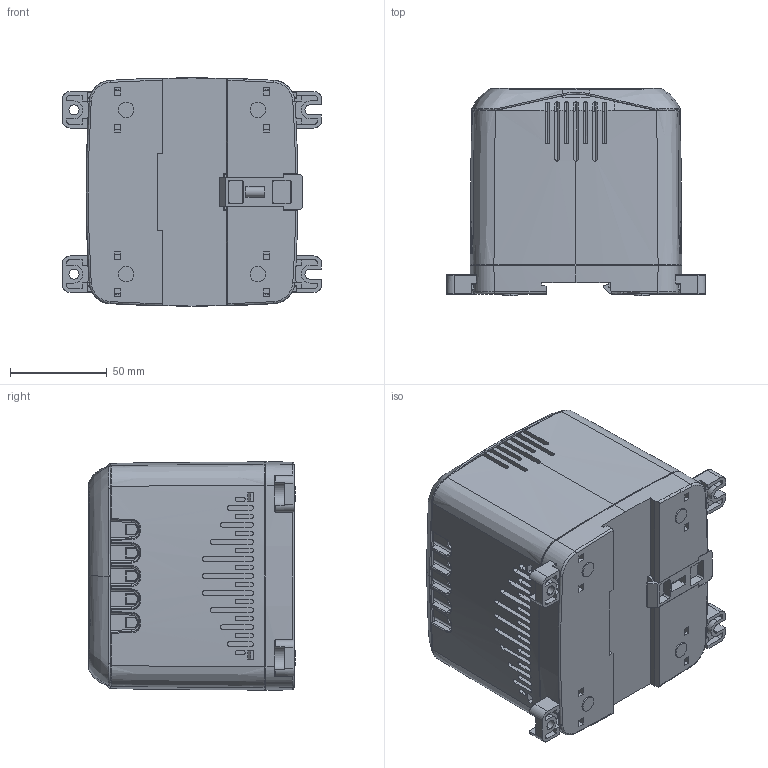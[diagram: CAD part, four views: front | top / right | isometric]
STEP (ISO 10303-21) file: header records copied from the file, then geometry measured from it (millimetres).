
FILE_DESCRIPTION((''),'2;1');
FILE_NAME('07-31_ASM','2024-03-02T',('Administrator'),(''),'PRO/ENGINEER BY PARAMETRIC TECHNOLOGY CORPORATION, 2008380','PRO/ENGINEER BY PARAMETRIC TECHNOLOGY CORPORATION, 2008380','');
FILE_SCHEMA(('CONFIG_CONTROL_DESIGN'));
Length unit declared in the file: millimetre
Products named in the file (44): MANIFOLD_SOLID_BREP_823; MANIFOLD_SOLID_BREP_824; MANIFOLD_SOLID_BREP_825; MANIFOLD_SOLID_BREP_826; MANIFOLD_SOLID_BREP_827; MANIFOLD_SOLID_BREP_828; MANIFOLD_SOLID_BREP_829; MANIFOLD_SOLID_BREP_830; MANIFOLD_SOLID_BREP_831; MANIFOLD_SOLID_BREP_832; MANIFOLD_SOLID_BREP_833; MANIFOLD_SOLID_BREP_834; MANIFOLD_SOLID_BREP_835; MANIFOLD_SOLID_BREP_836; MANIFOLD_SOLID_BREP_837; MANIFOLD_SOLID_BREP_838; MANIFOLD_SOLID_BREP_839; MANIFOLD_SOLID_BREP_840; MANIFOLD_SOLID_BREP_841; MANIFOLD_SOLID_BREP_842; MANIFOLD_SOLID_BREP_843; MANIFOLD_SOLID_BREP_844; MANIFOLD_SOLID_BREP_845; MANIFOLD_SOLID_BREP_846; MANIFOLD_SOLID_BREP_847; MANIFOLD_SOLID_BREP_848; MANIFOLD_SOLID_BREP_849; MANIFOLD_SOLID_BREP_850; MANIFOLD_SOLID_BREP_851; MANIFOLD_SOLID_BREP_852; MANIFOLD_SOLID_BREP_853; MANIFOLD_SOLID_BREP_854; MANIFOLD_SOLID_BREP_855; MANIFOLD_SOLID_BREP_856; MANIFOLD_SOLID_BREP_857; MANIFOLD_SOLID_BREP_858; MANIFOLD_SOLID_BREP_859; MANIFOLD_SOLID_BREP_860; MANIFOLD_SOLID_BREP_861; MANIFOLD_SOLID_BREP_862 ...
Assembly tree (43 placements, depth 3):
  07-31_ASM
    ADMI17F8XXHG_ASM
      MANIFOLD_SOLID_BREP_823
      MANIFOLD_SOLID_BREP_824
      MANIFOLD_SOLID_BREP_825
      MANIFOLD_SOLID_BREP_826
      MANIFOLD_SOLID_BREP_827
      MANIFOLD_SOLID_BREP_828
      MANIFOLD_SOLID_BREP_829
      MANIFOLD_SOLID_BREP_830
      MANIFOLD_SOLID_BREP_831
      MANIFOLD_SOLID_BREP_832
      MANIFOLD_SOLID_BREP_833
      MANIFOLD_SOLID_BREP_834
      MANIFOLD_SOLID_BREP_835
      MANIFOLD_SOLID_BREP_836
      MANIFOLD_SOLID_BREP_837
      MANIFOLD_SOLID_BREP_838
      MANIFOLD_SOLID_BREP_839
      MANIFOLD_SOLID_BREP_840
      MANIFOLD_SOLID_BREP_841
      MANIFOLD_SOLID_BREP_842
      MANIFOLD_SOLID_BREP_843
      MANIFOLD_SOLID_BREP_844
      MANIFOLD_SOLID_BREP_845
      MANIFOLD_SOLID_BREP_846
      MANIFOLD_SOLID_BREP_847
      MANIFOLD_SOLID_BREP_848
      MANIFOLD_SOLID_BREP_849
      MANIFOLD_SOLID_BREP_850
      MANIFOLD_SOLID_BREP_851
      MANIFOLD_SOLID_BREP_852
      MANIFOLD_SOLID_BREP_853
      MANIFOLD_SOLID_BREP_854
      MANIFOLD_SOLID_BREP_855
      MANIFOLD_SOLID_BREP_856
      MANIFOLD_SOLID_BREP_857
      MANIFOLD_SOLID_BREP_858
      MANIFOLD_SOLID_BREP_859
      MANIFOLD_SOLID_BREP_860
      MANIFOLD_SOLID_BREP_861
      MANIFOLD_SOLID_BREP_862
      MANIFOLD_SOLID_BREP_863
      MANIFOLD_SOLID_BREP_864
Bounding box: 133.85 x 106.85 x 118 mm (x, y, z)
Volume: 709544.6 mm3; surface area: 330309.1 mm2
Topology: 42 solids, 42 shells, 3663 faces, 10376 edges, 6789 vertices
Faces by surface type: plane 2041, cylinder 763, bspline 410, cone 202, torus 187, extrusion 32, sphere 24, revolution 4
Entity records: 141585 total; most frequent: CARTESIAN_POINT 49393, ORIENTED_EDGE 20712, DIRECTION 16784, EDGE_CURVE 10356, VERTEX_POINT 6789, VECTOR 5780, LINE 5748, AXIS2_PLACEMENT_3D 5500
